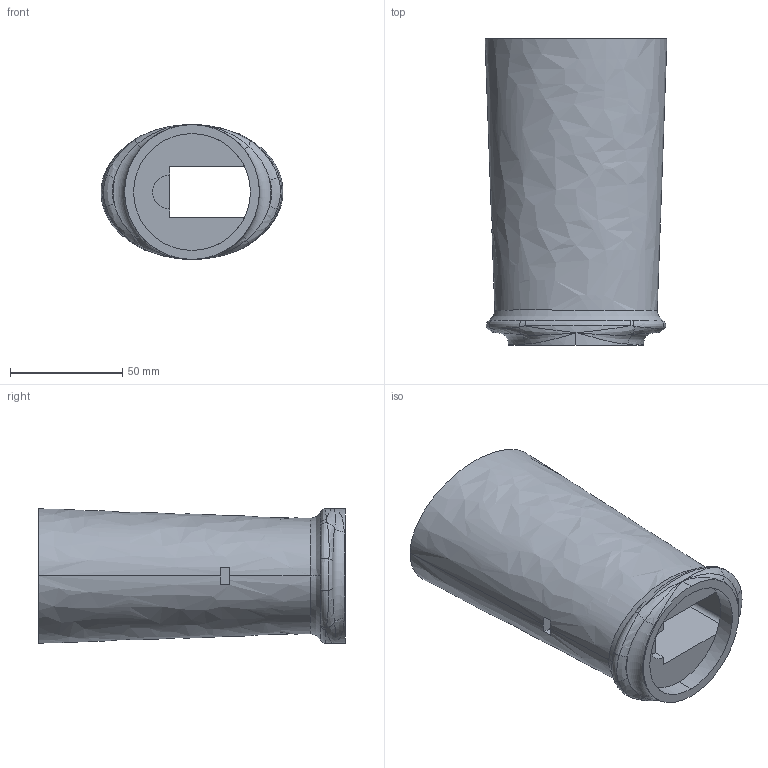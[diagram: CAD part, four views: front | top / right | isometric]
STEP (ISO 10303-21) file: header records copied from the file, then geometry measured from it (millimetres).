
FILE_DESCRIPTION (( 'STEP AP214' ), '1' );
FILE_NAME ('muñeca_pron_supr.STEP', '2020-10-22T04:46:35', ( '' ), ( '' ), 'SwSTEP 2.0', 'SolidWorks 2020', '' );
FILE_SCHEMA (( 'AUTOMOTIVE_DESIGN' ));
Length unit declared in the file: millimetre
Products named in the file (1): muñeca_pron_supr
Bounding box: 80.96 x 136.4 x 60 mm (x, y, z)
Volume: 156083.4 mm3; surface area: 57868.7 mm2
Topology: 1 solids, 1 shells, 120 faces, 325 edges, 202 vertices
Faces by surface type: bspline 47, plane 44, cylinder 27, torus 2
Entity records: 8025 total; most frequent: CARTESIAN_POINT 5377, ORIENTED_EDGE 634, DIRECTION 418, EDGE_CURVE 317, VERTEX_POINT 202, AXIS2_PLACEMENT_3D 152, EDGE_LOOP 127, B_SPLINE_CURVE_WITH_KNOTS 125
